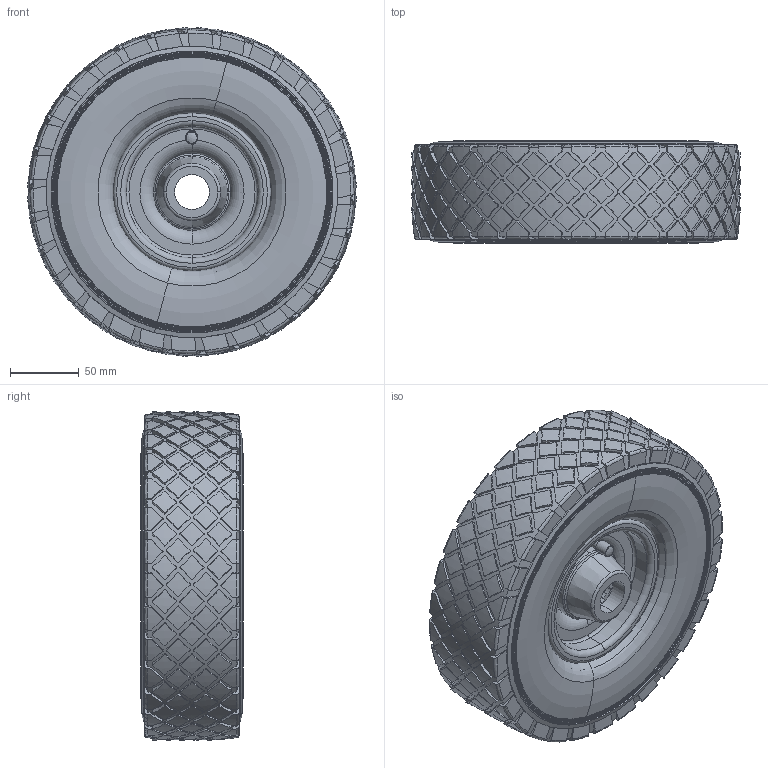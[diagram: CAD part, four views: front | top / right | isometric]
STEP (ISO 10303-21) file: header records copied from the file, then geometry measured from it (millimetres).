
FILE_DESCRIPTION(('STEP AP214'),'1');
FILE_NAME('BZWPMR2602544DE.STEP','2022-12-02T14:08:12',(' '),(' '),'Spatial InterOp 3D',' ',' ');
FILE_SCHEMA(('AUTOMOTIVE_DESIGN { 1 0 10303 214 1 1 1 1 }'));
Length unit declared in the file: metre
Products named in the file (17): TYRETUBE2604DECON; TYRE; INNERTUBE; INNERTUBE Geometry; CAP; VALVE; BZWPMR2602544DE; RIM300X4STGREY35X61; STEEL RIM; ROLLER BEARING; CAGE; RIBS; Component20; RBM254X35X45; HUBRETAINER254; RIM RETAINER
Assembly tree (26 placements, depth 5):
  BZWPMR2602544DE
    TYRETUBE2604DECON
      TYRE
      INNERTUBE
        INNERTUBE Geometry
        CAP
        VALVE
    RIM300X4STGREY35X61
      STEEL RIM
    RBM254X35X45
      ROLLER BEARING
        CAGE
        RIBS
          Component20  x10
    HUBRETAINER254
      RIM RETAINER
    HUBRETAINER254
      RIM RETAINER
Bounding box: 239.32 x 75 x 239.32 mm (x, y, z)
Volume: 2444493.2 mm3; surface area: 501837.8 mm2
Topology: 18 solids, 18 shells, 2449 faces, 6491 edges, 4220 vertices
Faces by surface type: cylinder 1306, torus 396, plane 354, bspline 240, cone 152, sphere 1
Entity records: 106255 total; most frequent: CARTESIAN_POINT 53272, ORIENTED_EDGE 12724, DIRECTION 8258, EDGE_CURVE 6362, VERTEX_POINT 4133, B_SPLINE_CURVE_WITH_KNOTS 3258, AXIS2_PLACEMENT_3D 3095, EDGE_LOOP 2555
